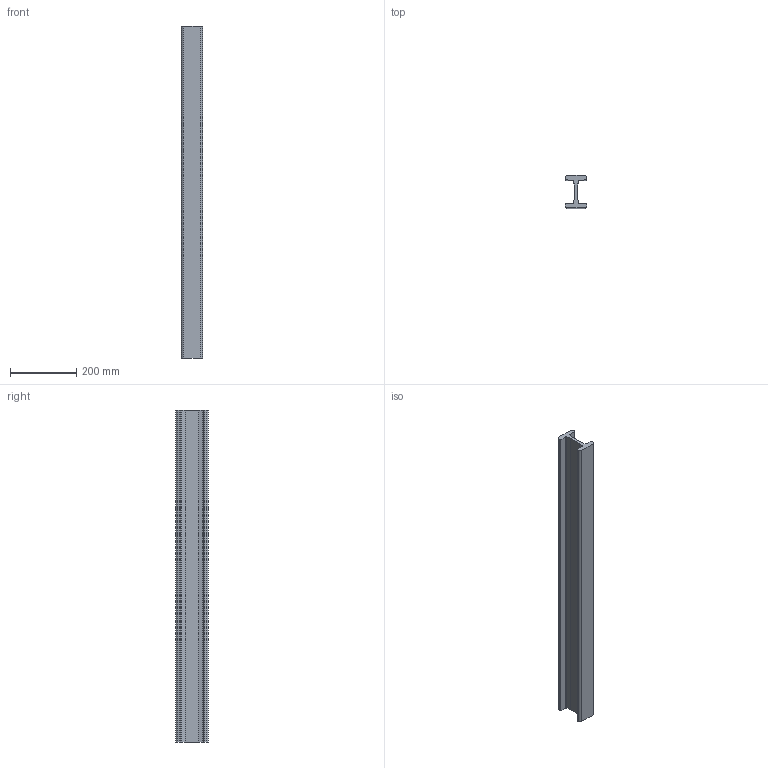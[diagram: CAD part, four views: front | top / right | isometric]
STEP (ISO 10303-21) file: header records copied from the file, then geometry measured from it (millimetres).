
FILE_DESCRIPTION (( 'STEP AP214' ), '1' );
FILE_NAME ('CRT_E9273FC1A7.step', '2021-10-29T19:50:59', ( '' ), ( '' ), 'SwSTEP 2.0', 'SolidWorks 2019', '' );
FILE_SCHEMA (( 'AUTOMOTIVE_DESIGN' ));
Length unit declared in the file: inch
Products named in the file (3): fvaOHdDaeQ_CADModel_0; CRT_E9273FC1A7
Assembly tree (1 placements, depth 2):
  fvaOHdDaeQ_CADModel_0
  CRT_E9273FC1A7
    fvaOHdDaeQ_CADModel_0
Bounding box: 65 x 98 x 1000 mm (x, y, z)
Volume: 2459425.5 mm3; surface area: 406757.9 mm2
Topology: 1 solids, 1 shells, 32 faces, 90 edges, 60 vertices
Faces by surface type: plane 18, cylinder 14
Entity records: 1547 total; most frequent: DIRECTION 192, CARTESIAN_POINT 187, ORIENTED_EDGE 180, EDGE_CURVE 90, AXIS2_PLACEMENT_3D 65, LINE 62, VECTOR 62, VERTEX_POINT 60
